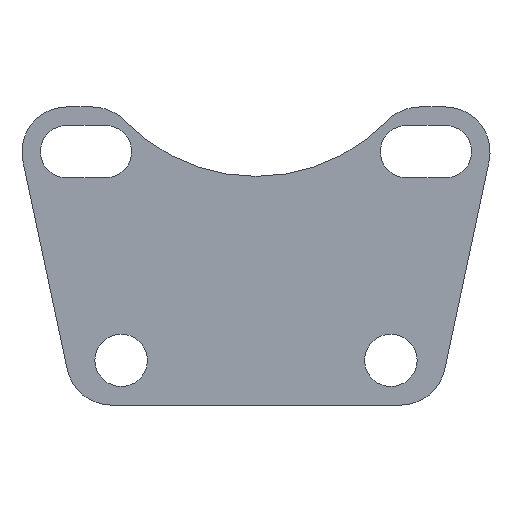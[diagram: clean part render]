
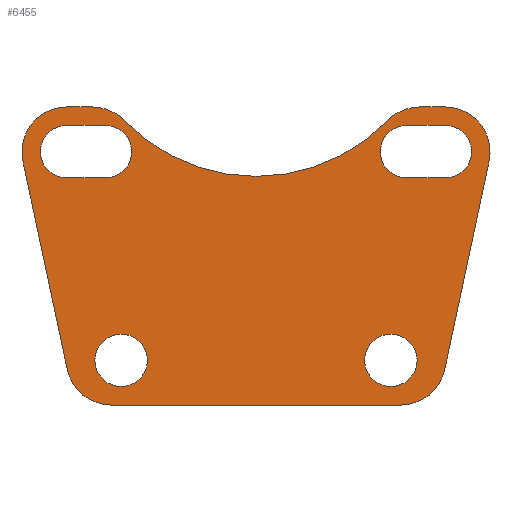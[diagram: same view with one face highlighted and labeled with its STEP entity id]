
A CAD part, front view. The second image highlights one B-rep face of the part: STEP entity #6455.
In plain terms, the highlighted planar face has unit normal (0, -1, 0).
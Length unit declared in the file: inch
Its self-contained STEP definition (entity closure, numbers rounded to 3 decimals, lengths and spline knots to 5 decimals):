
#40=CIRCLE('',#6668,0.375);
#41=CIRCLE('',#6670,1.536);
#42=CIRCLE('',#6671,0.375);
#43=CIRCLE('',#6672,0.375);
#44=CIRCLE('',#6673,0.375);
#45=CIRCLE('',#6674,0.375);
#46=CIRCLE('',#6675,0.375);
#47=CIRCLE('',#6676,0.22);
#48=CIRCLE('',#6677,0.22);
#49=CIRCLE('',#6678,0.22);
#50=CIRCLE('',#6679,0.22);
#51=CIRCLE('',#6680,0.22);
#52=CIRCLE('',#6681,0.22);
#256=FACE_BOUND('',#987,.T.);
#257=FACE_BOUND('',#988,.T.);
#258=FACE_BOUND('',#989,.T.);
#259=FACE_BOUND('',#990,.T.);
#591=FACE_OUTER_BOUND('',#986,.T.);
#986=EDGE_LOOP('',(#5812,#5813,#5814,#5815,#5816,#5817,#5818,#5819,#5820,
#5821,#5822,#5823));
#987=EDGE_LOOP('',(#5824,#5825,#5826,#5827));
#988=EDGE_LOOP('',(#5828,#5829,#5830,#5831));
#989=EDGE_LOOP('',(#5832));
#990=EDGE_LOOP('',(#5833));
#1573=LINE('',#11506,#2158);
#1574=LINE('',#11510,#2159);
#1575=LINE('',#11514,#2160);
#1576=LINE('',#11518,#2161);
#1577=LINE('',#11521,#2162);
#1578=LINE('',#11524,#2163);
#1579=LINE('',#11528,#2164);
#1580=LINE('',#11532,#2165);
#1581=LINE('',#11536,#2166);
#2158=VECTOR('',#7636,0.3937);
#2159=VECTOR('',#7639,0.3937);
#2160=VECTOR('',#7642,0.3937);
#2161=VECTOR('',#7645,0.3937);
#2162=VECTOR('',#7648,0.3937);
#2163=VECTOR('',#7649,0.3937);
#2164=VECTOR('',#7652,0.3937);
#2165=VECTOR('',#7655,0.3937);
#2166=VECTOR('',#7658,0.3937);
#3105=VERTEX_POINT('',#11495);
#3106=VERTEX_POINT('',#11497);
#3107=VERTEX_POINT('',#11501);
#3108=VERTEX_POINT('',#11503);
#3109=VERTEX_POINT('',#11505);
#3110=VERTEX_POINT('',#11507);
#3111=VERTEX_POINT('',#11509);
#3112=VERTEX_POINT('',#11511);
#3113=VERTEX_POINT('',#11513);
#3114=VERTEX_POINT('',#11515);
#3115=VERTEX_POINT('',#11517);
#3116=VERTEX_POINT('',#11519);
#3117=VERTEX_POINT('',#11522);
#3118=VERTEX_POINT('',#11523);
#3119=VERTEX_POINT('',#11525);
#3120=VERTEX_POINT('',#11527);
#3121=VERTEX_POINT('',#11530);
#3122=VERTEX_POINT('',#11531);
#3123=VERTEX_POINT('',#11533);
#3124=VERTEX_POINT('',#11535);
#3125=VERTEX_POINT('',#11538);
#3126=VERTEX_POINT('',#11540);
#4017=EDGE_CURVE('',#3105,#3106,#40,.T.);
#4019=EDGE_CURVE('',#3105,#3107,#41,.T.);
#4020=EDGE_CURVE('',#3108,#3107,#42,.T.);
#4021=EDGE_CURVE('',#3108,#3109,#1573,.T.);
#4022=EDGE_CURVE('',#3109,#3110,#43,.T.);
#4023=EDGE_CURVE('',#3110,#3111,#1574,.T.);
#4024=EDGE_CURVE('',#3112,#3111,#44,.T.);
#4025=EDGE_CURVE('',#3112,#3113,#1575,.T.);
#4026=EDGE_CURVE('',#3114,#3113,#45,.T.);
#4027=EDGE_CURVE('',#3114,#3115,#1576,.T.);
#4028=EDGE_CURVE('',#3115,#3116,#46,.T.);
#4029=EDGE_CURVE('',#3116,#3106,#1577,.T.);
#4030=EDGE_CURVE('',#3117,#3118,#1578,.T.);
#4031=EDGE_CURVE('',#3118,#3119,#47,.T.);
#4032=EDGE_CURVE('',#3119,#3120,#1579,.T.);
#4033=EDGE_CURVE('',#3120,#3117,#48,.T.);
#4034=EDGE_CURVE('',#3121,#3122,#1580,.T.);
#4035=EDGE_CURVE('',#3122,#3123,#49,.T.);
#4036=EDGE_CURVE('',#3123,#3124,#1581,.T.);
#4037=EDGE_CURVE('',#3124,#3121,#50,.T.);
#4038=EDGE_CURVE('',#3125,#3125,#51,.T.);
#4039=EDGE_CURVE('',#3126,#3126,#52,.T.);
#5812=ORIENTED_EDGE('',*,*,#4017,.F.);
#5813=ORIENTED_EDGE('',*,*,#4019,.T.);
#5814=ORIENTED_EDGE('',*,*,#4020,.F.);
#5815=ORIENTED_EDGE('',*,*,#4021,.T.);
#5816=ORIENTED_EDGE('',*,*,#4022,.T.);
#5817=ORIENTED_EDGE('',*,*,#4023,.T.);
#5818=ORIENTED_EDGE('',*,*,#4024,.F.);
#5819=ORIENTED_EDGE('',*,*,#4025,.T.);
#5820=ORIENTED_EDGE('',*,*,#4026,.F.);
#5821=ORIENTED_EDGE('',*,*,#4027,.T.);
#5822=ORIENTED_EDGE('',*,*,#4028,.T.);
#5823=ORIENTED_EDGE('',*,*,#4029,.T.);
#5824=ORIENTED_EDGE('',*,*,#4030,.T.);
#5825=ORIENTED_EDGE('',*,*,#4031,.T.);
#5826=ORIENTED_EDGE('',*,*,#4032,.T.);
#5827=ORIENTED_EDGE('',*,*,#4033,.T.);
#5828=ORIENTED_EDGE('',*,*,#4034,.T.);
#5829=ORIENTED_EDGE('',*,*,#4035,.T.);
#5830=ORIENTED_EDGE('',*,*,#4036,.T.);
#5831=ORIENTED_EDGE('',*,*,#4037,.T.);
#5832=ORIENTED_EDGE('',*,*,#4038,.T.);
#5833=ORIENTED_EDGE('',*,*,#4039,.T.);
#6088=PLANE('',#6669);
#6455=ADVANCED_FACE('',(#591,#256,#257,#258,#259),#6088,.F.);
#6668=AXIS2_PLACEMENT_3D('',#11498,#7627,#7628);
#6669=AXIS2_PLACEMENT_3D('',#11500,#7630,#7631);
#6670=AXIS2_PLACEMENT_3D('',#11502,#7632,#7633);
#6671=AXIS2_PLACEMENT_3D('',#11504,#7634,#7635);
#6672=AXIS2_PLACEMENT_3D('',#11508,#7637,#7638);
#6673=AXIS2_PLACEMENT_3D('',#11512,#7640,#7641);
#6674=AXIS2_PLACEMENT_3D('',#11516,#7643,#7644);
#6675=AXIS2_PLACEMENT_3D('',#11520,#7646,#7647);
#6676=AXIS2_PLACEMENT_3D('',#11526,#7650,#7651);
#6677=AXIS2_PLACEMENT_3D('',#11529,#7653,#7654);
#6678=AXIS2_PLACEMENT_3D('',#11534,#7656,#7657);
#6679=AXIS2_PLACEMENT_3D('',#11537,#7659,#7660);
#6680=AXIS2_PLACEMENT_3D('',#11539,#7661,#7662);
#6681=AXIS2_PLACEMENT_3D('',#11541,#7663,#7664);
#7627=DIRECTION('center_axis',(0.,1.,0.));
#7628=DIRECTION('ref_axis',(-0.39,0.,0.921));
#7630=DIRECTION('center_axis',(0.,1.,0.));
#7631=DIRECTION('ref_axis',(0.,0.,1.));
#7632=DIRECTION('center_axis',(0.,1.,0.));
#7633=DIRECTION('ref_axis',(0.784,0.,-0.621));
#7634=DIRECTION('center_axis',(0.,1.,0.));
#7635=DIRECTION('ref_axis',(0.39,0.,0.921));
#7636=DIRECTION('',(-1.,0.,0.));
#7637=DIRECTION('center_axis',(0.,-1.,0.));
#7638=DIRECTION('ref_axis',(0.978,0.,0.208));
#7639=DIRECTION('',(0.208,0.,-0.978));
#7640=DIRECTION('center_axis',(0.,1.,0.));
#7641=DIRECTION('ref_axis',(-0.629,0.,-0.777));
#7642=DIRECTION('',(1.,0.,0.));
#7643=DIRECTION('center_axis',(0.,1.,0.));
#7644=DIRECTION('ref_axis',(0.629,0.,-0.777));
#7645=DIRECTION('',(0.208,0.,0.978));
#7646=DIRECTION('center_axis',(0.,-1.,0.));
#7647=DIRECTION('ref_axis',(0.,0.,-1.));
#7648=DIRECTION('',(-1.,0.,0.));
#7649=DIRECTION('',(-1.,0.,0.));
#7650=DIRECTION('center_axis',(0.,1.,0.));
#7651=DIRECTION('ref_axis',(0.,0.,1.));
#7652=DIRECTION('',(1.,0.,0.));
#7653=DIRECTION('center_axis',(0.,1.,0.));
#7654=DIRECTION('ref_axis',(0.,0.,-1.));
#7655=DIRECTION('',(1.,0.,0.));
#7656=DIRECTION('center_axis',(0.,1.,0.));
#7657=DIRECTION('ref_axis',(0.,0.,1.));
#7658=DIRECTION('',(-1.,0.,0.));
#7659=DIRECTION('center_axis',(0.,1.,0.));
#7660=DIRECTION('ref_axis',(0.,0.,-1.));
#7661=DIRECTION('center_axis',(0.,1.,0.));
#7662=DIRECTION('ref_axis',(1.,0.,0.));
#7663=DIRECTION('center_axis',(0.,1.,0.));
#7664=DIRECTION('ref_axis',(1.,0.,0.));
#11495=CARTESIAN_POINT('',(1.10373,0.,2.38579));
#11497=CARTESIAN_POINT('',(1.3732,0.,2.5));
#11498=CARTESIAN_POINT('Origin',(1.3732,0.,2.125));
#11500=CARTESIAN_POINT('Origin',(0.,0.,1.26275));
#11501=CARTESIAN_POINT('',(-1.10373,0.,2.38579));
#11502=CARTESIAN_POINT('Origin',(0.,0.,3.454));
#11503=CARTESIAN_POINT('',(-1.3732,0.,2.5));
#11504=CARTESIAN_POINT('Origin',(-1.3732,0.,2.125));
#11505=CARTESIAN_POINT('',(-1.5885,0.,2.5));
#11506=CARTESIAN_POINT('',(-1.20382,0.,2.5));
#11507=CARTESIAN_POINT('',(-1.95531,0.,2.04703));
#11508=CARTESIAN_POINT('Origin',(-1.5885,0.,2.125));
#11509=CARTESIAN_POINT('',(-1.58333,0.,0.29703));
#11510=CARTESIAN_POINT('',(-1.95531,0.,2.04703));
#11511=CARTESIAN_POINT('',(-1.21653,0.,0.));
#11512=CARTESIAN_POINT('Origin',(-1.21653,0.,0.375));
#11513=CARTESIAN_POINT('',(1.21653,0.,0.));
#11514=CARTESIAN_POINT('',(-1.5202,0.,0.));
#11515=CARTESIAN_POINT('',(1.58333,0.,0.29703));
#11516=CARTESIAN_POINT('Origin',(1.21653,0.,0.375));
#11517=CARTESIAN_POINT('',(1.95531,0.,2.04703));
#11518=CARTESIAN_POINT('',(1.5202,0.,0.));
#11519=CARTESIAN_POINT('',(1.5885,0.,2.5));
#11520=CARTESIAN_POINT('Origin',(1.5885,0.,2.125));
#11521=CARTESIAN_POINT('',(1.5885,0.,2.5));
#11522=CARTESIAN_POINT('',(1.5885,0.,1.905));
#11523=CARTESIAN_POINT('',(1.2635,0.,1.905));
#11524=CARTESIAN_POINT('',(0.63175,0.,1.905));
#11525=CARTESIAN_POINT('',(1.2635,0.,2.345));
#11526=CARTESIAN_POINT('Origin',(1.2635,0.,2.125));
#11527=CARTESIAN_POINT('',(1.5885,0.,2.345));
#11528=CARTESIAN_POINT('',(0.79425,0.,2.345));
#11529=CARTESIAN_POINT('Origin',(1.5885,0.,2.125));
#11530=CARTESIAN_POINT('',(-1.5885,0.,2.345));
#11531=CARTESIAN_POINT('',(-1.2635,0.,2.345));
#11532=CARTESIAN_POINT('',(-0.63175,0.,2.345));
#11533=CARTESIAN_POINT('',(-1.2635,0.,1.905));
#11534=CARTESIAN_POINT('Origin',(-1.2635,0.,2.125));
#11535=CARTESIAN_POINT('',(-1.5885,0.,1.905));
#11536=CARTESIAN_POINT('',(-0.79425,0.,1.905));
#11537=CARTESIAN_POINT('Origin',(-1.5885,0.,2.125));
#11538=CARTESIAN_POINT('',(-1.3515,0.,0.375));
#11539=CARTESIAN_POINT('Origin',(-1.1315,0.,0.375));
#11540=CARTESIAN_POINT('',(0.9115,0.,0.375));
#11541=CARTESIAN_POINT('Origin',(1.1315,0.,0.375));
